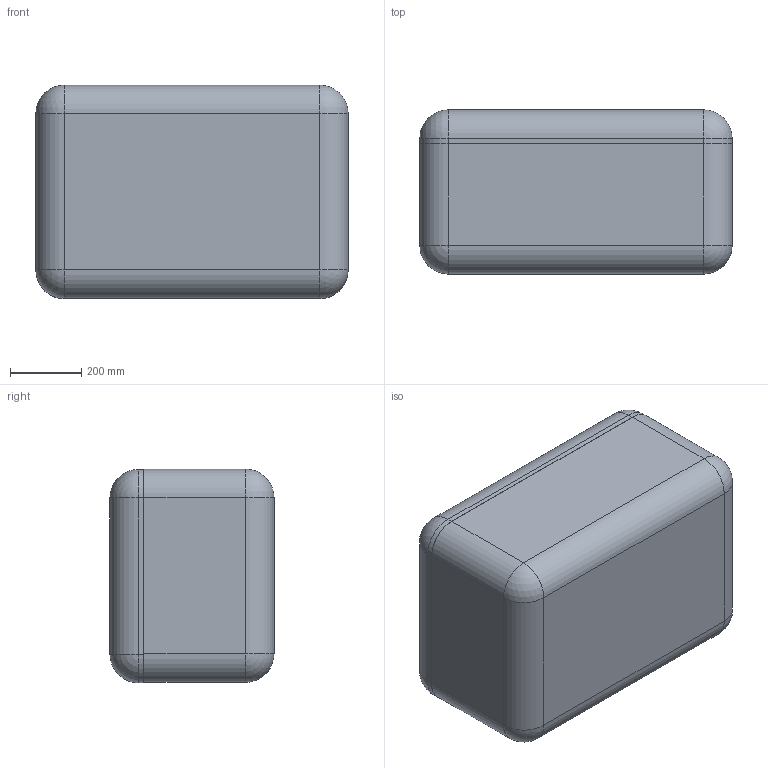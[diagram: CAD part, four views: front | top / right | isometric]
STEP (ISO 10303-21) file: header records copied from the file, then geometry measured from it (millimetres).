
FILE_DESCRIPTION (( 'STEP AP214' ), '1' );
FILE_NAME ('Ñáîðêà_Ê-797(óïð).STEP', '2023-10-02T06:49:55', ( '' ), ( '' ), 'SwSTEP 2.0', 'SolidWorks 2021', '' );
FILE_SCHEMA (( 'AUTOMOTIVE_DESIGN' ));
Length unit declared in the file: millimetre
Products named in the file (4): ______ _-95.STEP; Ñáîðêà_Ê-797(óïð).STEP; Ñáîðêà_Ê-797(óïð); ______ _-797.STEP
Assembly tree (3 placements, depth 3):
  Ñáîðêà_Ê-797(óïð)
    Ñáîðêà_Ê-797(óïð).STEP
      ______ _-797.STEP
      ______ _-95.STEP
Bounding box: 875.67 x 459.99 x 599.36 mm (x, y, z)
Volume: 111026221.8 mm3; surface area: 4094041.3 mm2
Topology: 2 solids, 8 shells, 3669 faces, 9131 edges, 5380 vertices
Faces by surface type: cylinder 1065, plane 994, bspline 864, torus 466, cone 180, sphere 100
Entity records: 157922 total; most frequent: CARTESIAN_POINT 80447, ORIENTED_EDGE 17978, DIRECTION 13510, EDGE_CURVE 8989, VERTEX_POINT 5380, AXIS2_PLACEMENT_3D 5029, EDGE_LOOP 3773, FACE_OUTER_BOUND 3669
